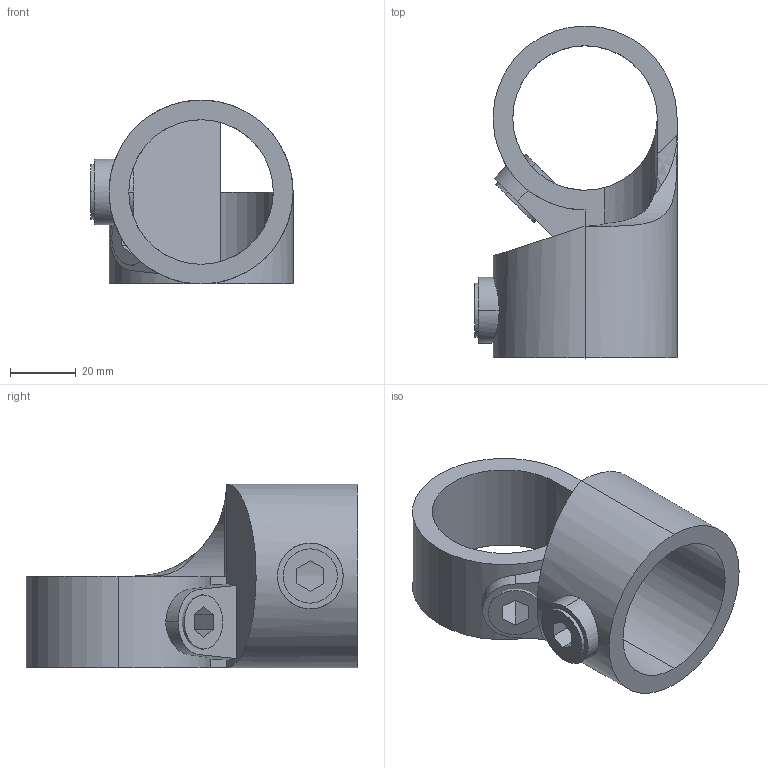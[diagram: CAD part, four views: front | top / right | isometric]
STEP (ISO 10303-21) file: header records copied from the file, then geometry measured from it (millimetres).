
FILE_DESCRIPTION (( 'STEP AP203' ), '1' );
FILE_NAME ('148-C42.step', '2015-09-17T16:22:21', ( '' ), ( '' ), 'SwSTEP 2.0', 'SolidWorks 2015', '' );
FILE_SCHEMA (( 'CONFIG_CONTROL_DESIGN' ));
Length unit declared in the file: millimetre
Products named in the file (3): 148-C42 Teil1_zeichnung; 148-C42; 148-C42 Teil2_zeichnung
Assembly tree (3 placements, depth 2):
  148-C42
    148-C42 Teil1_zeichnung
    148-C42 Teil2_zeichnung  x2
Bounding box: 61.5 x 101 x 56 mm (x, y, z)
Volume: 76063.3 mm3; surface area: 30024.9 mm2
Topology: 3 solids, 3 shells, 52 faces, 133 edges, 85 vertices
Faces by surface type: plane 28, cylinder 23, bspline 1
Entity records: 2048 total; most frequent: CARTESIAN_POINT 710, ORIENTED_EDGE 216, DIRECTION 205, EDGE_CURVE 108, AXIS2_PLACEMENT_3D 73, VERTEX_POINT 69, VECTOR 59, LINE 59
